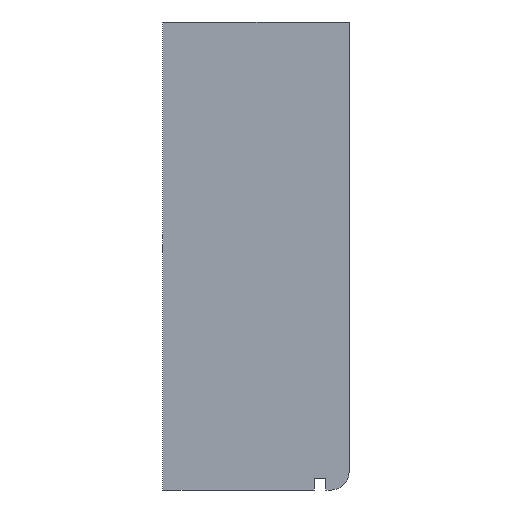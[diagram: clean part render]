
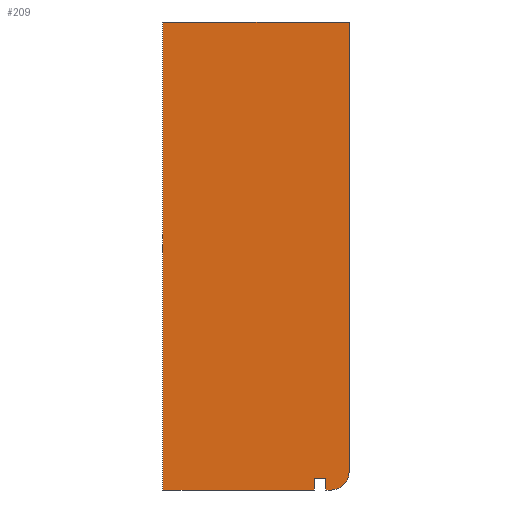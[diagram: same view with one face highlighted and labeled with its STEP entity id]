
A CAD part, left-side view. The second image highlights one B-rep face of the part: STEP entity #209.
In plain terms, the highlighted planar face has unit normal (-1, 0, 0).
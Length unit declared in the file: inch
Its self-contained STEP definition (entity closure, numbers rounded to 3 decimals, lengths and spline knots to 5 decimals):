
#15=CIRCLE('',#230,0.375);
#28=FACE_OUTER_BOUND('',#39,.T.);
#39=EDGE_LOOP('',(#180,#181,#182,#183,#184,#185,#186,#187,#188));
#40=LINE('',#294,#65);
#44=LINE('',#302,#69);
#47=LINE('',#308,#72);
#50=LINE('',#314,#75);
#53=LINE('',#320,#78);
#57=LINE('',#332,#82);
#60=LINE('',#338,#85);
#63=LINE('',#343,#88);
#65=VECTOR('',#241,0.3937);
#69=VECTOR('',#247,0.3937);
#72=VECTOR('',#252,0.3937);
#75=VECTOR('',#257,0.3937);
#78=VECTOR('',#262,0.3937);
#82=VECTOR('',#274,0.3937);
#85=VECTOR('',#279,0.3937);
#88=VECTOR('',#284,0.3937);
#90=VERTEX_POINT('',#292);
#91=VERTEX_POINT('',#293);
#94=VERTEX_POINT('',#301);
#96=VERTEX_POINT('',#307);
#98=VERTEX_POINT('',#313);
#100=VERTEX_POINT('',#319);
#102=VERTEX_POINT('',#325);
#104=VERTEX_POINT('',#331);
#106=VERTEX_POINT('',#337);
#108=EDGE_CURVE('',#90,#91,#40,.T.);
#112=EDGE_CURVE('',#91,#94,#44,.T.);
#115=EDGE_CURVE('',#94,#96,#47,.T.);
#118=EDGE_CURVE('',#96,#98,#50,.T.);
#121=EDGE_CURVE('',#98,#100,#53,.T.);
#124=EDGE_CURVE('',#102,#100,#15,.T.);
#127=EDGE_CURVE('',#104,#102,#57,.T.);
#130=EDGE_CURVE('',#106,#104,#60,.T.);
#133=EDGE_CURVE('',#90,#106,#63,.T.);
#180=ORIENTED_EDGE('',*,*,#133,.F.);
#181=ORIENTED_EDGE('',*,*,#108,.T.);
#182=ORIENTED_EDGE('',*,*,#112,.T.);
#183=ORIENTED_EDGE('',*,*,#115,.T.);
#184=ORIENTED_EDGE('',*,*,#118,.T.);
#185=ORIENTED_EDGE('',*,*,#121,.T.);
#186=ORIENTED_EDGE('',*,*,#124,.F.);
#187=ORIENTED_EDGE('',*,*,#127,.F.);
#188=ORIENTED_EDGE('',*,*,#130,.F.);
#198=PLANE('',#236);
#209=ADVANCED_FACE('',(#28),#198,.F.);
#230=AXIS2_PLACEMENT_3D('',#326,#267,#268);
#236=AXIS2_PLACEMENT_3D('',#346,#288,#289);
#241=DIRECTION('',(0.,-1.,0.));
#247=DIRECTION('',(0.,0.,1.));
#252=DIRECTION('',(0.,-1.,0.));
#257=DIRECTION('',(0.,0.,-1.));
#262=DIRECTION('',(0.,-1.,0.));
#267=DIRECTION('center_axis',(1.,0.,0.));
#268=DIRECTION('ref_axis',(0.,-1.,0.));
#274=DIRECTION('',(0.,0.,-1.));
#279=DIRECTION('',(0.,-1.,0.));
#284=DIRECTION('',(0.,0.,1.));
#288=DIRECTION('center_axis',(1.,0.,0.));
#289=DIRECTION('ref_axis',(0.,1.,0.));
#292=CARTESIAN_POINT('',(0.,0.,0.));
#293=CARTESIAN_POINT('',(0.,-3.25,0.));
#294=CARTESIAN_POINT('',(0.,0.,0.));
#301=CARTESIAN_POINT('',(0.,-3.25,0.25));
#302=CARTESIAN_POINT('',(0.,-3.25,0.));
#307=CARTESIAN_POINT('',(0.,-3.5,0.25));
#308=CARTESIAN_POINT('',(0.,-3.25,0.25));
#313=CARTESIAN_POINT('',(0.,-3.5,0.));
#314=CARTESIAN_POINT('',(0.,-3.5,0.25));
#319=CARTESIAN_POINT('',(0.,-3.625,0.));
#320=CARTESIAN_POINT('',(0.,-3.5,0.));
#325=CARTESIAN_POINT('',(0.,-4.,0.375));
#326=CARTESIAN_POINT('Origin',(0.,-3.625,0.375));
#331=CARTESIAN_POINT('',(0.,-4.,10.0625));
#332=CARTESIAN_POINT('',(0.,-4.,10.0625));
#337=CARTESIAN_POINT('',(0.,0.,10.0625));
#338=CARTESIAN_POINT('',(0.,0.,10.0625));
#343=CARTESIAN_POINT('',(0.,0.,0.));
#346=CARTESIAN_POINT('Origin',(0.,-2.,5.03125));
